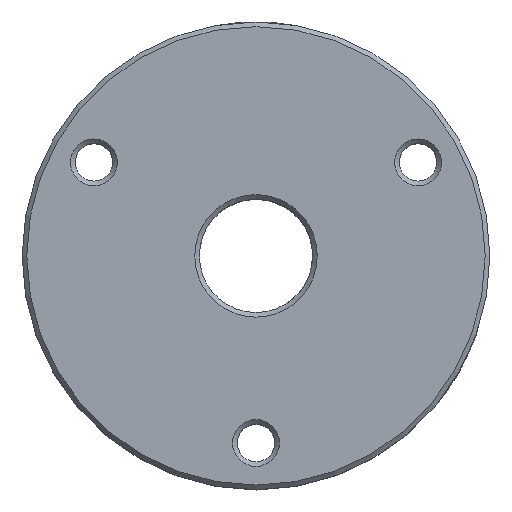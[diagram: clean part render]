
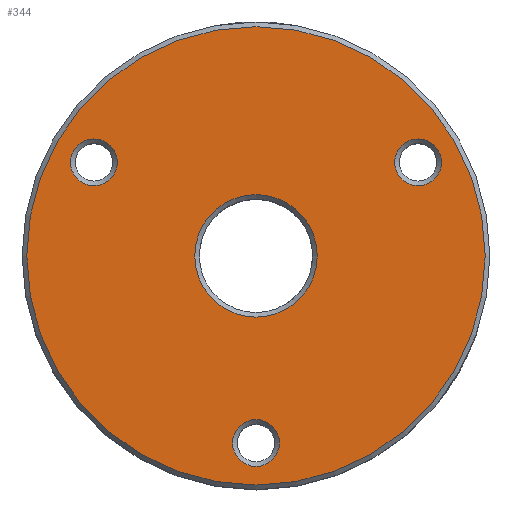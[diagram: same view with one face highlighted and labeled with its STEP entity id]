
A CAD part, top view. The second image highlights one B-rep face of the part: STEP entity #344.
In plain terms, the highlighted planar face has unit normal (0, 0, 1).
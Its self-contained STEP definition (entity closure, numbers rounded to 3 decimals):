
#32=FACE_BOUND('',#69,.T.);
#33=FACE_BOUND('',#70,.T.);
#34=FACE_BOUND('',#71,.T.);
#35=FACE_BOUND('',#72,.T.);
#44=PLANE('',#381);
#47=FACE_OUTER_BOUND('',#68,.T.);
#68=EDGE_LOOP('',(#241));
#69=EDGE_LOOP('',(#242));
#70=EDGE_LOOP('',(#243));
#71=EDGE_LOOP('',(#244));
#72=EDGE_LOOP('',(#245));
#141=CIRCLE('',#380,2.5);
#142=CIRCLE('',#382,24.5);
#143=CIRCLE('',#383,2.5);
#144=CIRCLE('',#384,6.55);
#145=CIRCLE('',#385,2.5);
#161=VERTEX_POINT('',#521);
#162=VERTEX_POINT('',#525);
#163=VERTEX_POINT('',#527);
#164=VERTEX_POINT('',#529);
#165=VERTEX_POINT('',#531);
#191=EDGE_CURVE('',#161,#161,#141,.T.);
#192=EDGE_CURVE('',#162,#162,#142,.T.);
#193=EDGE_CURVE('',#163,#163,#143,.T.);
#194=EDGE_CURVE('',#164,#164,#144,.T.);
#195=EDGE_CURVE('',#165,#165,#145,.T.);
#241=ORIENTED_EDGE('',*,*,#192,.F.);
#242=ORIENTED_EDGE('',*,*,#193,.F.);
#243=ORIENTED_EDGE('',*,*,#194,.F.);
#244=ORIENTED_EDGE('',*,*,#195,.F.);
#245=ORIENTED_EDGE('',*,*,#191,.F.);
#344=ADVANCED_FACE('',(#47,#32,#33,#34,#35),#44,.F.);
#380=AXIS2_PLACEMENT_3D('',#523,#424,#425);
#381=AXIS2_PLACEMENT_3D('',#524,#426,#427);
#382=AXIS2_PLACEMENT_3D('',#526,#428,#429);
#383=AXIS2_PLACEMENT_3D('',#528,#430,#431);
#384=AXIS2_PLACEMENT_3D('',#530,#432,#433);
#385=AXIS2_PLACEMENT_3D('',#532,#434,#435);
#424=DIRECTION('center_axis',(0.,0.,1.));
#425=DIRECTION('ref_axis',(1.,0.,0.));
#426=DIRECTION('center_axis',(0.,0.,-1.));
#427=DIRECTION('ref_axis',(1.,0.,0.));
#428=DIRECTION('center_axis',(0.,0.,-1.));
#429=DIRECTION('ref_axis',(1.,0.,0.));
#430=DIRECTION('center_axis',(0.,0.,1.));
#431=DIRECTION('ref_axis',(1.,0.,0.));
#432=DIRECTION('center_axis',(0.,0.,1.));
#433=DIRECTION('ref_axis',(1.,0.,0.));
#434=DIRECTION('center_axis',(0.,0.,1.));
#435=DIRECTION('ref_axis',(1.,0.,0.));
#521=CARTESIAN_POINT('',(-14.321,-90.,-433.2));
#523=CARTESIAN_POINT('Origin',(-11.821,-90.,-433.2));
#524=CARTESIAN_POINT('Origin',(5.5,-100.,-433.2));
#525=CARTESIAN_POINT('',(-19.,-100.,-433.2));
#526=CARTESIAN_POINT('Origin',(5.5,-100.,-433.2));
#527=CARTESIAN_POINT('',(3.,-120.,-433.2));
#528=CARTESIAN_POINT('Origin',(5.5,-120.,-433.2));
#529=CARTESIAN_POINT('',(-1.05,-100.,-433.2));
#530=CARTESIAN_POINT('Origin',(5.5,-100.,-433.2));
#531=CARTESIAN_POINT('',(20.321,-90.,-433.2));
#532=CARTESIAN_POINT('Origin',(22.821,-90.,-433.2));
